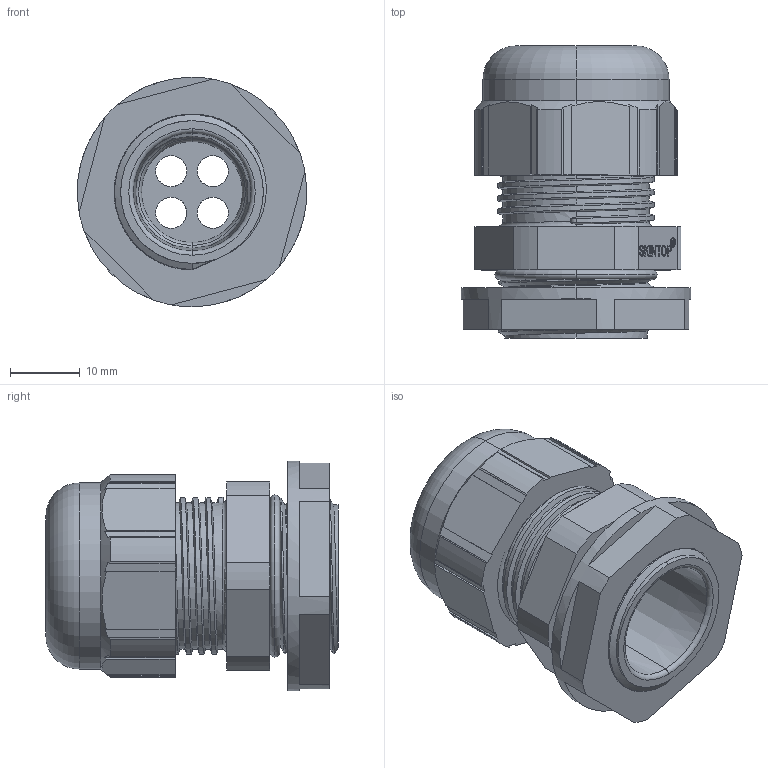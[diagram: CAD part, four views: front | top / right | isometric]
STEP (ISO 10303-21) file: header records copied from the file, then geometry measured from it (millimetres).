
FILE_DESCRIPTION (( 'STEP AP203' ), '1' );
FILE_NAME ('LAPP KABEL PG 16 CORD GRIP.STEP', '2012-05-14T20:08:02', ( '' ), ( '' ), 'SwSTEP 2.0', 'SolidWorks 2012', '' );
FILE_SCHEMA (( 'CONFIG_CONTROL_DESIGN' ));
Length unit declared in the file: inch
Products named in the file (1): LAPP KABEL PG 16 CORD GRIP
Bounding box: 32.89 x 41.91 x 32.89 mm (x, y, z)
Volume: 15553.1 mm3; surface area: 13707 mm2
Topology: 5 solids, 5 shells, 455 faces, 1242 edges, 810 vertices
Faces by surface type: plane 248, cylinder 78, bspline 77, torus 34, cone 16, sphere 2
Entity records: 22996 total; most frequent: CARTESIAN_POINT 12110, ORIENTED_EDGE 2474, DIRECTION 1909, EDGE_CURVE 1237, VERTEX_POINT 810, VECTOR 687, LINE 687, AXIS2_PLACEMENT_3D 611
